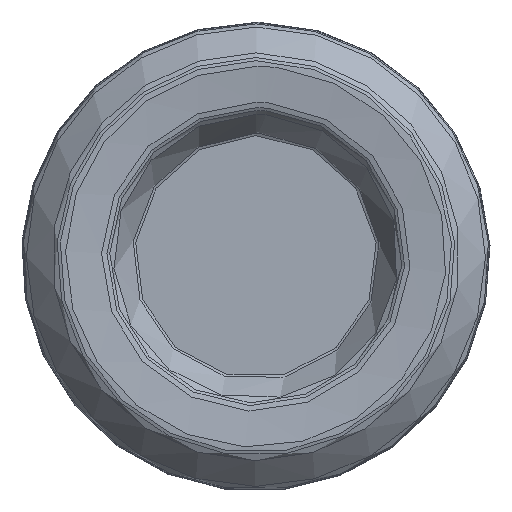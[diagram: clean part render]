
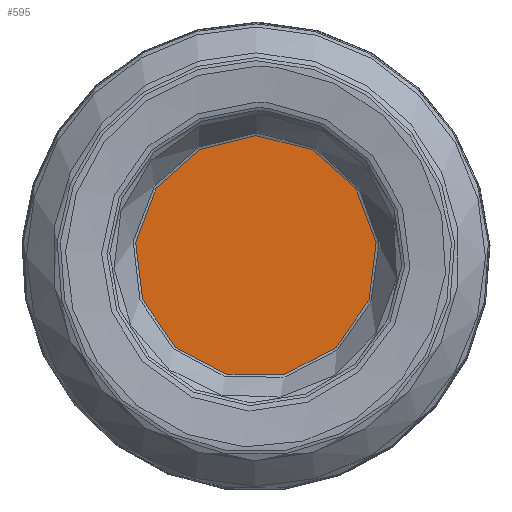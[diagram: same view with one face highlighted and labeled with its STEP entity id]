
A CAD part, left-side view. The second image highlights one B-rep face of the part: STEP entity #595.
In plain terms, the highlighted planar face has unit normal (-1, 0, 0).
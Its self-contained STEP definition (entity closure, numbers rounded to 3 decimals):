
#595=ADVANCED_FACE('',(#627),#625,.F.);
#625=PLANE('',#1096);
#627=FACE_OUTER_BOUND('',#687,.T.);
#687=EDGE_LOOP('',(#803));
#803=ORIENTED_EDGE('',*,*,#947,.T.);
#889=VERTEX_POINT('',#1574);
#947=EDGE_CURVE('',#889,#889,#1005,.T.);
#1005=CIRCLE('',#1094,19.461);
#1094=AXIS2_PLACEMENT_3D('',#1573,#1242,#1243);
#1096=AXIS2_PLACEMENT_3D('',#1576,#1246,#1247);
#1242=DIRECTION('',(-1.,0.,0.));
#1243=DIRECTION('',(0.,0.,1.));
#1246=DIRECTION('',(1.,0.,0.));
#1247=DIRECTION('',(0.,0.,-1.));
#1573=CARTESIAN_POINT('',(6.8,0.,0.));
#1574=CARTESIAN_POINT('',(6.8,0.,19.461));
#1576=CARTESIAN_POINT('',(6.8,9.5,0.));
